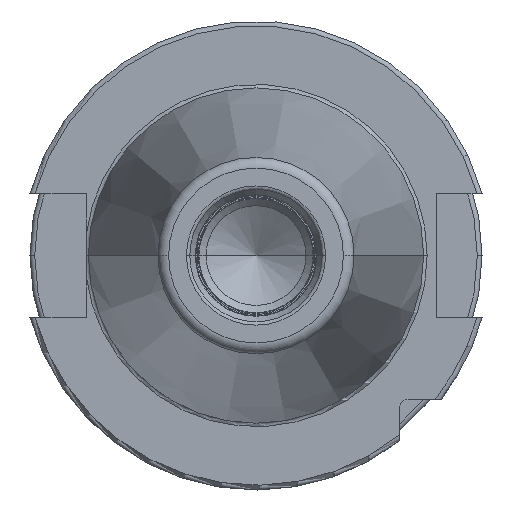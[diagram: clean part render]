
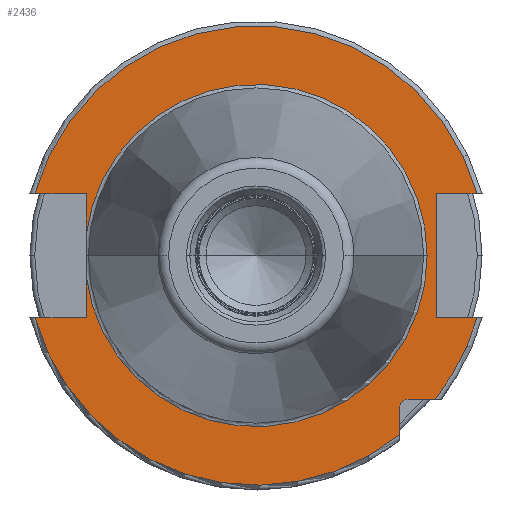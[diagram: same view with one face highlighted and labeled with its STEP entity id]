
A CAD part, left-side view. The second image highlights one B-rep face of the part: STEP entity #2436.
In plain terms, the highlighted planar face has unit normal (-1, 0, 0).
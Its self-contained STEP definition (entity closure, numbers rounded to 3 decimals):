
#117=CARTESIAN_POINT('',(3.2,0.,0.));
#118=DIRECTION('',(-1.,0.,0.));
#119=DIRECTION('',(0.,0.992,-0.124));
#120=AXIS2_PLACEMENT_3D('',#117,#118,#119);
#652=CARTESIAN_POINT('',(3.2,-37.254,-29.85));
#663=DIRECTION('',(0.,-1.,0.));
#664=VECTOR('',#663,5.654);
#665=CARTESIAN_POINT('',(3.2,-31.6,-29.85));
#666=LINE('',#665,#664);
#667=DIRECTION('',(0.,0.,1.));
#668=VECTOR('',#667,5.654);
#669=CARTESIAN_POINT('',(3.2,-29.85,-37.254));
#670=LINE('',#669,#668);
#671=CARTESIAN_POINT('',(3.2,0.,0.));
#672=DIRECTION('',(-1.,0.,0.));
#673=DIRECTION('',(0.,0.963,-0.27));
#674=AXIS2_PLACEMENT_3D('',#671,#672,#673);
#676=DIRECTION('',(0.,-1.,0.));
#677=VECTOR('',#676,10.661);
#678=CARTESIAN_POINT('',(3.2,45.961,-12.9));
#679=LINE('',#678,#677);
#680=DIRECTION('',(0.,0.,-1.));
#681=VECTOR('',#680,8.485);
#682=CARTESIAN_POINT('',(3.2,35.3,-4.415));
#683=LINE('',#682,#681);
#684=DIRECTION('',(0.,0.,-1.));
#685=VECTOR('',#684,8.485);
#686=CARTESIAN_POINT('',(3.2,35.3,12.9));
#687=LINE('',#686,#685);
#688=DIRECTION('',(0.,-1.,0.));
#689=VECTOR('',#688,10.661);
#690=CARTESIAN_POINT('',(3.2,45.961,12.9));
#691=LINE('',#690,#689);
#692=CARTESIAN_POINT('',(3.2,0.,0.));
#693=DIRECTION('',(1.,0.,0.));
#694=DIRECTION('',(0.,0.963,0.27));
#695=AXIS2_PLACEMENT_3D('',#692,#693,#694);
#697=DIRECTION('',(0.,1.,0.));
#698=VECTOR('',#697,8.461);
#699=CARTESIAN_POINT('',(3.2,-45.961,12.9));
#700=LINE('',#699,#698);
#701=DIRECTION('',(0.,0.,1.));
#702=VECTOR('',#701,25.8);
#703=CARTESIAN_POINT('',(3.2,-37.5,-12.9));
#704=LINE('',#703,#702);
#705=DIRECTION('',(0.,1.,0.));
#706=VECTOR('',#705,8.461);
#707=CARTESIAN_POINT('',(3.2,-45.961,-12.9));
#708=LINE('',#707,#706);
#709=CARTESIAN_POINT('',(3.2,0.,0.));
#710=DIRECTION('',(-1.,0.,0.));
#711=DIRECTION('',(0.,-0.78,-0.625));
#712=AXIS2_PLACEMENT_3D('',#709,#710,#711);
#723=CARTESIAN_POINT('',(3.2,-31.6,-31.6));
#724=DIRECTION('',(1.,0.,0.));
#725=DIRECTION('',(0.,1.,0.));
#726=AXIS2_PLACEMENT_3D('',#723,#724,#725);
#1210=CARTESIAN_POINT('',(3.2,0.,0.));
#1211=DIRECTION('',(1.,0.,0.));
#1212=DIRECTION('',(0.,0.992,0.124));
#1213=AXIS2_PLACEMENT_3D('',#1210,#1211,#1212);
#1433=CARTESIAN_POINT('',(3.2,-35.575,0.));
#1435=VERTEX_POINT('',#1433);
#1551=CARTESIAN_POINT('',(3.2,45.961,12.9));
#1552=CARTESIAN_POINT('',(3.2,35.3,12.9));
#1553=VERTEX_POINT('',#1551);
#1554=VERTEX_POINT('',#1552);
#1555=CARTESIAN_POINT('',(3.2,35.3,4.415));
#1556=VERTEX_POINT('',#1555);
#1557=CARTESIAN_POINT('',(3.2,35.3,-4.415));
#1558=CARTESIAN_POINT('',(3.2,35.3,-12.9));
#1559=VERTEX_POINT('',#1557);
#1560=VERTEX_POINT('',#1558);
#1561=CARTESIAN_POINT('',(3.2,45.961,-12.9));
#1562=VERTEX_POINT('',#1561);
#1563=CARTESIAN_POINT('',(3.2,-45.961,-12.9));
#1564=CARTESIAN_POINT('',(3.2,-37.5,-12.9));
#1565=VERTEX_POINT('',#1563);
#1566=VERTEX_POINT('',#1564);
#1567=CARTESIAN_POINT('',(3.2,-37.5,12.9));
#1568=VERTEX_POINT('',#1567);
#1569=CARTESIAN_POINT('',(3.2,-45.961,12.9));
#1570=VERTEX_POINT('',#1569);
#1606=CARTESIAN_POINT('',(3.2,-29.85,-37.254));
#1607=VERTEX_POINT('',#1606);
#1608=CARTESIAN_POINT('',(3.2,-29.85,-31.6));
#1609=CARTESIAN_POINT('',(3.2,-31.6,-29.85));
#1610=VERTEX_POINT('',#1608);
#1611=VERTEX_POINT('',#1609);
#1630=VERTEX_POINT('',#652);
#2407=CARTESIAN_POINT('',(3.2,0.,0.));
#2408=DIRECTION('',(1.,0.,0.));
#2409=DIRECTION('',(0.,-1.,0.));
#2410=AXIS2_PLACEMENT_3D('',#2407,#2408,#2409);
#2411=PLANE('',#2410);
#2413=ORIENTED_EDGE('',*,*,#2412,.F.);
#2415=ORIENTED_EDGE('',*,*,#2414,.F.);
#2417=ORIENTED_EDGE('',*,*,#2416,.F.);
#2418=ORIENTED_EDGE('',*,*,#2385,.F.);
#2419=ORIENTED_EDGE('',*,*,#1895,.T.);
#2420=ORIENTED_EDGE('',*,*,#1882,.F.);
#2421=ORIENTED_EDGE('',*,*,#1845,.T.);
#2423=ORIENTED_EDGE('',*,*,#2422,.F.);
#2424=ORIENTED_EDGE('',*,*,#1877,.F.);
#2426=ORIENTED_EDGE('',*,*,#2425,.F.);
#2428=ORIENTED_EDGE('',*,*,#2427,.T.);
#2430=ORIENTED_EDGE('',*,*,#2429,.T.);
#2431=ORIENTED_EDGE('',*,*,#1991,.F.);
#2432=ORIENTED_EDGE('',*,*,#2287,.F.);
#2433=ORIENTED_EDGE('',*,*,#2402,.F.);
#2434=EDGE_LOOP('',(#2413,#2415,#2417,#2418,#2419,#2420,#2421,#2423,#2424,#2426,
#2428,#2430,#2431,#2432,#2433));
#2435=FACE_OUTER_BOUND('',#2434,.F.);
#2436=ADVANCED_FACE('',(#2435),#2411,.F.);
#121=CIRCLE('',#120,35.575);
#675=CIRCLE('',#674,47.738);
#696=CIRCLE('',#695,47.738);
#713=CIRCLE('',#712,47.738);
#727=CIRCLE('',#726,1.75);
#1214=CIRCLE('',#1213,35.575);
#1845=EDGE_CURVE('',#1559,#1435,#121,.T.);
#1877=EDGE_CURVE('',#1554,#1556,#687,.T.);
#1882=EDGE_CURVE('',#1559,#1560,#683,.T.);
#1895=EDGE_CURVE('',#1562,#1560,#679,.T.);
#1991=EDGE_CURVE('',#1566,#1568,#704,.T.);
#2287=EDGE_CURVE('',#1565,#1566,#708,.T.);
#2385=EDGE_CURVE('',#1562,#1607,#675,.T.);
#2402=EDGE_CURVE('',#1630,#1565,#713,.T.);
#2412=EDGE_CURVE('',#1611,#1630,#666,.T.);
#2414=EDGE_CURVE('',#1610,#1611,#727,.T.);
#2416=EDGE_CURVE('',#1607,#1610,#670,.T.);
#2422=EDGE_CURVE('',#1556,#1435,#1214,.T.);
#2425=EDGE_CURVE('',#1553,#1554,#691,.T.);
#2427=EDGE_CURVE('',#1553,#1570,#696,.T.);
#2429=EDGE_CURVE('',#1570,#1568,#700,.T.);
